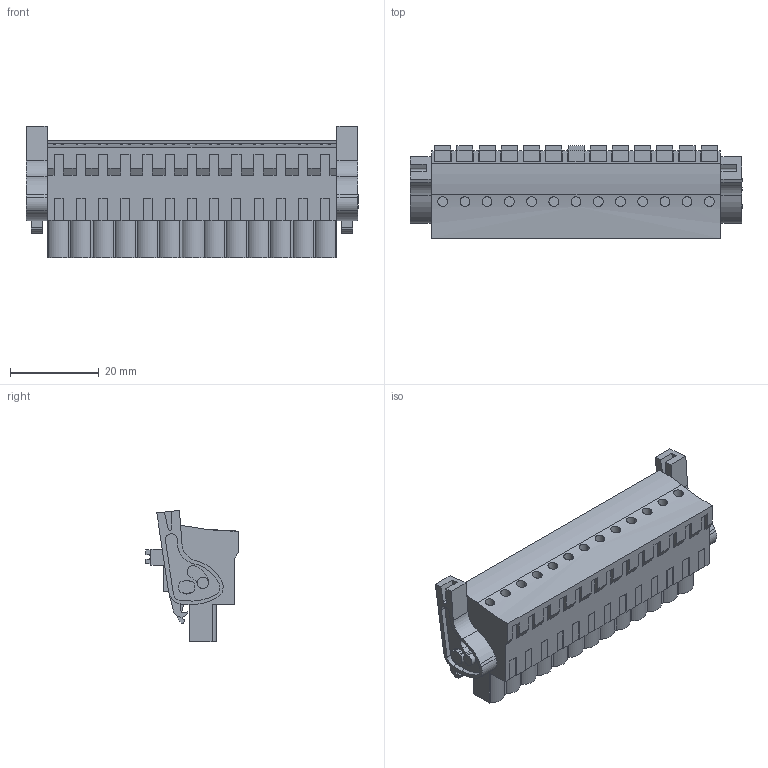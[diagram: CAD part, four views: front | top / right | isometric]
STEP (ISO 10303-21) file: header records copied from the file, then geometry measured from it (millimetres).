
FILE_DESCRIPTION(('CATIA V5 STEP Exchange','CAx-IF Rec.Pracs.--- Model Styling and Organization---1.2---2011-12-15'),'2;1');
FILE_NAME ('D1461130_0_1980980000_1980980000.stp','2017-09-23T15:52:05+00:00',('none'),('Weidmueller'),'CATIA Version 5-6 Release 2014','CATIA V5 STEP AP214','none');
FILE_SCHEMA(('AUTOMOTIVE_DESIGN { 1 0 10303 214 1 1 1 1 }'));
Length unit declared in the file: millimetre
Products named in the file (1): 1980980000
Bounding box: 74.7 x 20.79 x 29.52 mm (x, y, z)
Volume: 20758.3 mm3; surface area: 10577.2 mm2
Topology: 16 solids, 16 shells, 975 faces, 2761 edges, 1880 vertices
Faces by surface type: plane 731, cylinder 236, extrusion 8
Entity records: 29184 total; most frequent: CARTESIAN_POINT 5649, ORIENTED_EDGE 5522, DIRECTION 3725, EDGE_CURVE 2761, VECTOR 2233, LINE 2225, VERTEX_POINT 1880, EDGE_LOOP 1045
